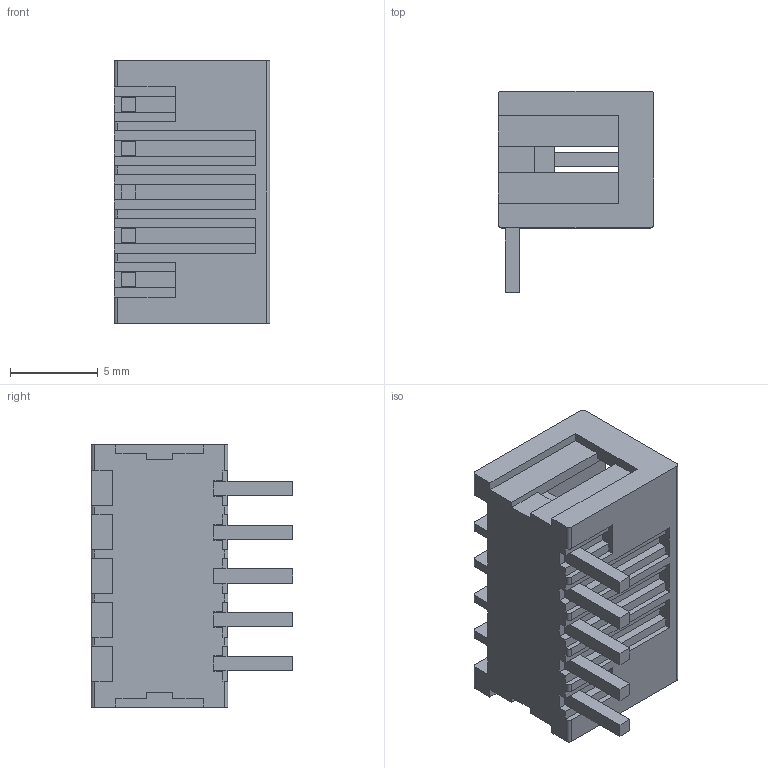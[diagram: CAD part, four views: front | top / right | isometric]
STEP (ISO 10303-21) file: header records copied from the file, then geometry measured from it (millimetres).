
FILE_DESCRIPTION(/* description */ ('STEP AP214'),/* implementation_level */ '2;1');
FILE_NAME(/* name */ '733-365',/* time_stamp */ '2024-10-31T10:05:00+01:00',/* author */ ('License CC BY-ND 4.0'),/* organization */ ('CADENAS'),/* preprocessor_version */ 'ST-DEVELOPER v19.3',/* originating_system */ 'PARTsolutions',/* authorisation */ ' ');
FILE_SCHEMA (('AUTOMOTIVE_DESIGN {1 0 10303 214 3 1 1}'));
Length unit declared in the file: millimetre
Products named in the file (1): 733-365
Bounding box: 8.9 x 11.5 x 15 mm (x, y, z)
Volume: 548.8 mm3; surface area: 1238.8 mm2
Topology: 1 solids, 1 shells, 187 faces, 519 edges, 346 vertices
Faces by surface type: plane 173, cylinder 14
Entity records: 7222 total; most frequent: CARTESIAN_POINT 1053, ORIENTED_EDGE 1038, DIRECTION 923, EDGE_CURVE 519, LINE 491, VECTOR 491, VERTEX_POINT 346, AXIS2_PLACEMENT_3D 216
